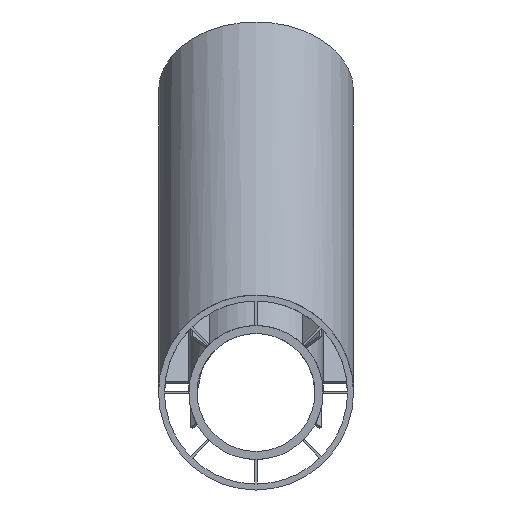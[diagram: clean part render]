
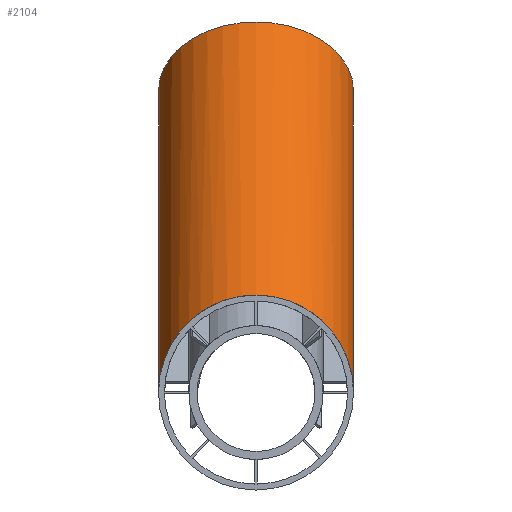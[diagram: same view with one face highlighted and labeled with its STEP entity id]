
A CAD part, left-side view. The second image highlights one B-rep face of the part: STEP entity #2104.
In plain terms, the highlighted cylindrical face has radius 80 mm (diameter 160 mm), a full revolution.
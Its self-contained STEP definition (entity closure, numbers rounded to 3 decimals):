
#542=ELLIPSE('',#2342,86.591,80.);
#543=ELLIPSE('',#2343,209.05,80.);
#979=ORIENTED_EDGE('',*,*,#1461,.F.);
#980=ORIENTED_EDGE('',*,*,#1459,.T.);
#981=ORIENTED_EDGE('',*,*,#1458,.T.);
#1458=EDGE_CURVE('',#1706,#1707,#542,.T.);
#1459=EDGE_CURVE('',#1707,#1706,#543,.F.);
#1461=EDGE_CURVE('',#1709,#1709,#1778,.T.);
#1706=VERTEX_POINT('',#3577);
#1707=VERTEX_POINT('',#3578);
#1709=VERTEX_POINT('',#3586);
#1778=CIRCLE('',#2348,80.);
#1852=EDGE_LOOP('',(#979));
#1853=EDGE_LOOP('',(#980,#981));
#1974=FACE_BOUND('',#1852,.T.);
#1975=FACE_BOUND('',#1853,.T.);
#2046=CYLINDRICAL_SURFACE('',#2347,80.);
#2104=ADVANCED_FACE('',(#1974,#1975),#2046,.T.);
#2342=AXIS2_PLACEMENT_3D('',#3576,#2902,#2903);
#2343=AXIS2_PLACEMENT_3D('',#3579,#2904,#2905);
#2347=AXIS2_PLACEMENT_3D('',#3584,#2912,#2913);
#2348=AXIS2_PLACEMENT_3D('',#3585,#2914,#2915);
#2902=DIRECTION('',(0.924,0.,0.383));
#2903=DIRECTION('',(0.383,0.,-0.924));
#2904=DIRECTION('',(0.383,0.,-0.924));
#2905=DIRECTION('',(0.924,0.,0.383));
#2912=DIRECTION('',(0.707,0.,0.707));
#2913=DIRECTION('',(0.707,0.,-0.707));
#2914=DIRECTION('',(0.707,0.,0.707));
#2915=DIRECTION('',(0.707,0.,-0.707));
#3576=CARTESIAN_POINT('',(0.,0.,0.));
#3577=CARTESIAN_POINT('',(0.,80.,0.));
#3578=CARTESIAN_POINT('',(0.,-80.,0.));
#3579=CARTESIAN_POINT('',(0.,0.,0.));
#3584=CARTESIAN_POINT('',(247.487,0.,247.487));
#3585=CARTESIAN_POINT('',(247.487,0.,247.487));
#3586=CARTESIAN_POINT('',(304.056,0.,190.919));
